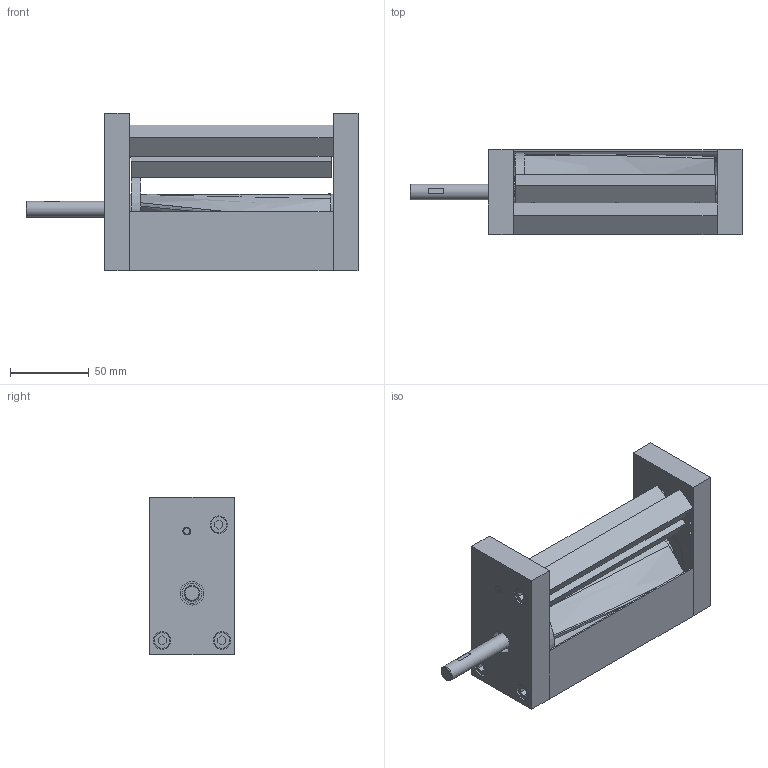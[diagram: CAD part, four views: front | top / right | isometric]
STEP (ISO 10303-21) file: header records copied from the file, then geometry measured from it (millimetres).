
FILE_DESCRIPTION(/* description */ (''),/* implementation_level */ '2;1');
FILE_NAME(/* name */ 'MC110.stp',/* time_stamp */ '2018-01-18T14:53:46-05:00',/* author */ ('ppanana'),/* organization */ (''),/* preprocessor_version */ 'ST-DEVELOPER v16.1',/* originating_system */ 'Autodesk Inventor 2016',/* authorisation */ '');
FILE_SCHEMA (('CONFIG_CONTROL_DESIGN'));
Length unit declared in the file: inch
Products named in the file (1): MC110 SOLID MODEL
Bounding box: 211.18 x 54 x 100 mm (x, y, z)
Surface area: 127111.3 mm2 (no closed solid volume)
Topology: 0 solids, 24 shells, 263 faces, 528 edges, 343 vertices
Faces by surface type: plane 152, cylinder 71, cone 27, bspline 13
Full cylindrical faces by diameter (mm): 2.459 x4, 4.917 x8, 5 x6, 5.02 x2, 6 x6, 6.35 x2, 6.6 x6, 10 x7, 11.1 x6, 12.7 x12, 15 x2, 19.05 x2, 34.925 x4, 49.2 x1
Entity records: 22174 total; most frequent: CARTESIAN_POINT 16678, DIRECTION 1079, ORIENTED_EDGE 838, AXIS2_PLACEMENT_3D 427, EDGE_LOOP 422, EDGE_CURVE 419, VERTEX_POINT 325, FACE_OUTER_BOUND 263
